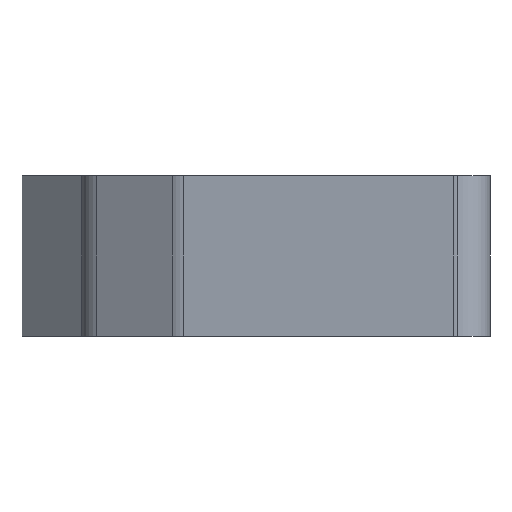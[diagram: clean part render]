
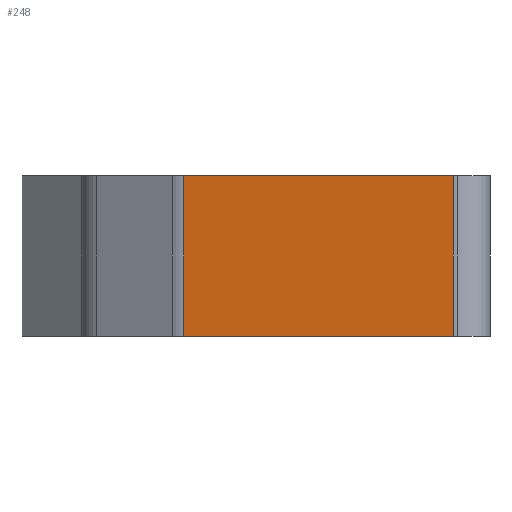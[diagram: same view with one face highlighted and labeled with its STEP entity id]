
A CAD part, left-side view. The second image highlights one B-rep face of the part: STEP entity #248.
In plain terms, the highlighted planar face has unit normal (-0.989, 0.151, 0).
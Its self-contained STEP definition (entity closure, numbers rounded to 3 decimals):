
#27 = LINE ( 'NONE', #109, #536 ) ;
#30 = CARTESIAN_POINT ( 'NONE',  ( 38.958, 21.425, 0. ) ) ;
#49 = VECTOR ( 'NONE', #64, 1000. ) ;
#53 = EDGE_LOOP ( 'NONE', ( #472, #104, #368, #777 ) ) ;
#64 = DIRECTION ( 'NONE',  ( -0.151, -0.989, 0. ) ) ;
#86 = VECTOR ( 'NONE', #439, 1000. ) ;
#104 = ORIENTED_EDGE ( 'NONE', *, *, #159, .F. ) ;
#109 = CARTESIAN_POINT ( 'NONE',  ( 39.722, 26.444, 3. ) ) ;
#122 = LINE ( 'NONE', #699, #49 ) ;
#157 = LINE ( 'NONE', #605, #841 ) ;
#159 = EDGE_CURVE ( 'NONE', #857, #727, #574, .T. ) ;
#248 = ADVANCED_FACE ( 'NONE', ( #458 ), #804, .F. ) ;
#253 = DIRECTION ( 'NONE',  ( 0., 0., -1. ) ) ;
#368 = ORIENTED_EDGE ( 'NONE', *, *, #889, .F. ) ;
#394 = DIRECTION ( 'NONE',  ( 0.151, 0.989, 0. ) ) ;
#439 = DIRECTION ( 'NONE',  ( 0., 0., -1. ) ) ;
#446 = CARTESIAN_POINT ( 'NONE',  ( 38.958, 21.425, 3. ) ) ;
#453 = DIRECTION ( 'NONE',  ( 0.989, -0.151, 0. ) ) ;
#458 = FACE_OUTER_BOUND ( 'NONE', #53, .T. ) ;
#467 = CARTESIAN_POINT ( 'NONE',  ( 38.958, 21.425, 3. ) ) ;
#472 = ORIENTED_EDGE ( 'NONE', *, *, #545, .T. ) ;
#536 = VECTOR ( 'NONE', #253, 1000. ) ;
#545 = EDGE_CURVE ( 'NONE', #729, #727, #157, .T. ) ;
#574 = LINE ( 'NONE', #446, #86 ) ;
#605 = CARTESIAN_POINT ( 'NONE',  ( 38.958, 21.425, 0. ) ) ;
#627 = CARTESIAN_POINT ( 'NONE',  ( 39.722, 26.444, 3. ) ) ;
#643 = CARTESIAN_POINT ( 'NONE',  ( 38.958, 21.425, 3. ) ) ;
#651 = DIRECTION ( 'NONE',  ( -0.151, -0.989, 0. ) ) ;
#696 = AXIS2_PLACEMENT_3D ( 'NONE', #467, #453, #394 ) ;
#699 = CARTESIAN_POINT ( 'NONE',  ( 38.958, 21.425, 3. ) ) ;
#708 = EDGE_CURVE ( 'NONE', #733, #729, #27, .T. ) ;
#727 = VERTEX_POINT ( 'NONE', #30 ) ;
#729 = VERTEX_POINT ( 'NONE', #824 ) ;
#733 = VERTEX_POINT ( 'NONE', #627 ) ;
#777 = ORIENTED_EDGE ( 'NONE', *, *, #708, .T. ) ;
#804 = PLANE ( 'NONE',  #696 ) ;
#824 = CARTESIAN_POINT ( 'NONE',  ( 39.722, 26.444, 0. ) ) ;
#841 = VECTOR ( 'NONE', #651, 1000. ) ;
#857 = VERTEX_POINT ( 'NONE', #643 ) ;
#889 = EDGE_CURVE ( 'NONE', #733, #857, #122, .T. ) ;
